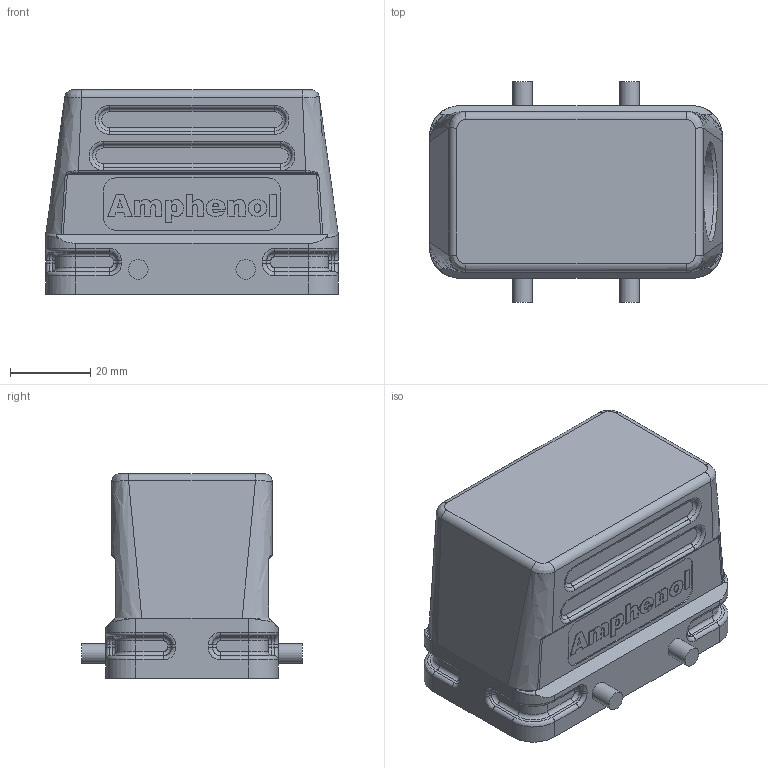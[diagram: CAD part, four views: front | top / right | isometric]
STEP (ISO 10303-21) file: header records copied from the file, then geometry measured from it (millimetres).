
FILE_DESCRIPTION(/* description */ (''),/* implementation_level */ '2;1');
FILE_NAME(/* name */ 'c146 50r010 500 1nxc001-04.stp',/* time_stamp */ '2021-09-22T11:06:16+02:00',/* author */ (''),/* organization */ (''),/* preprocessor_version */ 'ST-DEVELOPER v16.7',/* originating_system */ 'SIEMENS PLM Software NX 12.0',/* authorisation */ '');
FILE_SCHEMA (('AUTOMOTIVE_DESIGN { 1 0 10303 214 3 1 1 1 }'));
Length unit declared in the file: millimetre
Products named in the file (4): N 13 030 0002 5-03; C146 K05 260 E1-01_29143ID; c146 50r010 500 1nxm001-04_SOLID; c146 50r010 500 1nxc001-04
Assembly tree (6 placements, depth 3):
  c146 50r010 500 1nxc001-04
    c146 50r010 500 1nxm001-04_SOLID
      C146 K05 260 E1-01_29143ID
      N 13 030 0002 5-03  x4
Bounding box: 73 x 55 x 51 mm (x, y, z)
Volume: 38819.8 mm3; surface area: 25827.8 mm2
Topology: 1 solids, 1 shells, 480 faces, 1141 edges, 675 vertices
Faces by surface type: plane 164, cylinder 138, bspline 117, extrusion 23, cone 21, torus 17
Full cylindrical faces by diameter (mm): 2.5 x4, 3.5 x4, 4.9 x4, 23.38 x1
Entity records: 18598 total; most frequent: CARTESIAN_POINT 6971, ORIENTED_EDGE 2176, DIRECTION 1783, EDGE_CURVE 1088, VERTEX_POINT 666, AXIS2_PLACEMENT_3D 650, EDGE_LOOP 534, VECTOR 483
